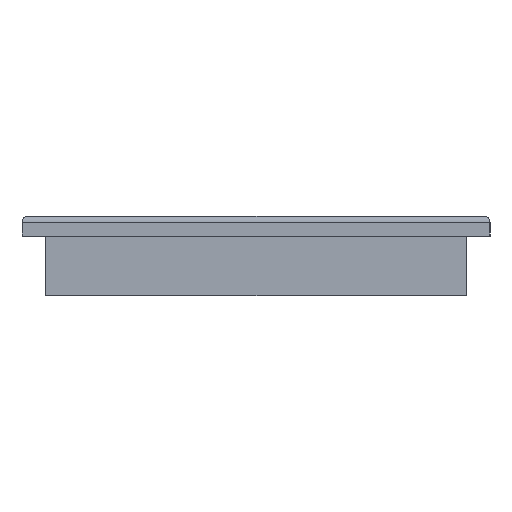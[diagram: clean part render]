
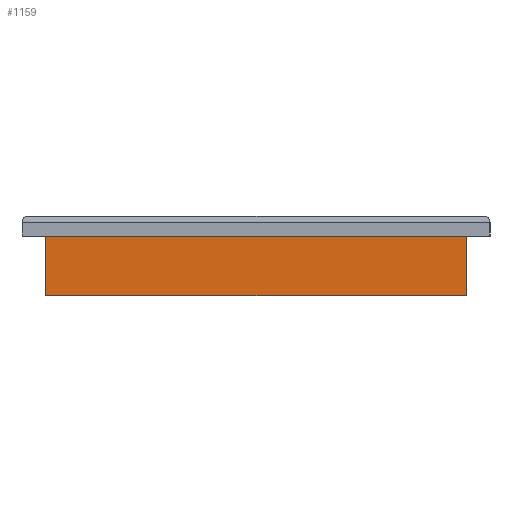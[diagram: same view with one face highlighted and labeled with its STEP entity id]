
A CAD part, left-side view. The second image highlights one B-rep face of the part: STEP entity #1159.
In plain terms, the highlighted planar face has unit normal (-1, 0, 0).
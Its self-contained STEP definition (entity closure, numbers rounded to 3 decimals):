
#126 = PLANE('',#127);
#127 = AXIS2_PLACEMENT_3D('',#128,#129,#130);
#128 = CARTESIAN_POINT('',(0.,0.,2.5));
#129 = DIRECTION('',(0.,0.,1.));
#130 = DIRECTION('',(1.,0.,-0.));
#374 = VERTEX_POINT('',#375);
#375 = CARTESIAN_POINT('',(-51.,-26.5,2.5));
#391 = PLANE('',#392);
#392 = AXIS2_PLACEMENT_3D('',#393,#394,#395);
#393 = CARTESIAN_POINT('',(-51.,-26.5,-5.));
#394 = DIRECTION('',(0.,1.,0.));
#395 = DIRECTION('',(1.,0.,0.));
#403 = EDGE_CURVE('',#404,#374,#406,.T.);
#404 = VERTEX_POINT('',#405);
#405 = CARTESIAN_POINT('',(-51.,26.5,2.5));
#406 = SURFACE_CURVE('',#407,(#411,#418),.PCURVE_S1.);
#407 = LINE('',#408,#409);
#408 = CARTESIAN_POINT('',(-51.,26.5,2.5));
#409 = VECTOR('',#410,1.);
#410 = DIRECTION('',(0.,-1.,0.));
#411 = PCURVE('',#126,#412);
#412 = DEFINITIONAL_REPRESENTATION('',(#413),#417);
#413 = LINE('',#414,#415);
#414 = CARTESIAN_POINT('',(-51.,26.5));
#415 = VECTOR('',#416,1.);
#416 = DIRECTION('',(0.,-1.));
#417 = ( GEOMETRIC_REPRESENTATION_CONTEXT(2) 
PARAMETRIC_REPRESENTATION_CONTEXT() REPRESENTATION_CONTEXT('2D SPACE',''
  ) );
#418 = PCURVE('',#419,#424);
#419 = PLANE('',#420);
#420 = AXIS2_PLACEMENT_3D('',#421,#422,#423);
#421 = CARTESIAN_POINT('',(-51.,26.5,-5.));
#422 = DIRECTION('',(1.,0.,-0.));
#423 = DIRECTION('',(0.,-1.,0.));
#424 = DEFINITIONAL_REPRESENTATION('',(#425),#429);
#425 = LINE('',#426,#427);
#426 = CARTESIAN_POINT('',(0.,-7.5));
#427 = VECTOR('',#428,1.);
#428 = DIRECTION('',(1.,0.));
#429 = ( GEOMETRIC_REPRESENTATION_CONTEXT(2) 
PARAMETRIC_REPRESENTATION_CONTEXT() REPRESENTATION_CONTEXT('2D SPACE',''
  ) );
#447 = PLANE('',#448);
#448 = AXIS2_PLACEMENT_3D('',#449,#450,#451);
#449 = CARTESIAN_POINT('',(51.,26.5,-5.));
#450 = DIRECTION('',(0.,-1.,0.));
#451 = DIRECTION('',(-1.,0.,0.));
#865 = EDGE_CURVE('',#866,#374,#868,.T.);
#866 = VERTEX_POINT('',#867);
#867 = CARTESIAN_POINT('',(-51.,-26.5,-5.));
#868 = SURFACE_CURVE('',#869,(#873,#880),.PCURVE_S1.);
#869 = LINE('',#870,#871);
#870 = CARTESIAN_POINT('',(-51.,-26.5,-5.));
#871 = VECTOR('',#872,1.);
#872 = DIRECTION('',(0.,0.,1.));
#873 = PCURVE('',#391,#874);
#874 = DEFINITIONAL_REPRESENTATION('',(#875),#879);
#875 = LINE('',#876,#877);
#876 = CARTESIAN_POINT('',(0.,0.));
#877 = VECTOR('',#878,1.);
#878 = DIRECTION('',(0.,-1.));
#879 = ( GEOMETRIC_REPRESENTATION_CONTEXT(2) 
PARAMETRIC_REPRESENTATION_CONTEXT() REPRESENTATION_CONTEXT('2D SPACE',''
  ) );
#880 = PCURVE('',#419,#881);
#881 = DEFINITIONAL_REPRESENTATION('',(#882),#886);
#882 = LINE('',#883,#884);
#883 = CARTESIAN_POINT('',(53.,0.));
#884 = VECTOR('',#885,1.);
#885 = DIRECTION('',(0.,-1.));
#886 = ( GEOMETRIC_REPRESENTATION_CONTEXT(2) 
PARAMETRIC_REPRESENTATION_CONTEXT() REPRESENTATION_CONTEXT('2D SPACE',''
  ) );
#926 = PLANE('',#927);
#927 = AXIS2_PLACEMENT_3D('',#928,#929,#930);
#928 = CARTESIAN_POINT('',(0.,0.,-5.));
#929 = DIRECTION('',(0.,0.,1.));
#930 = DIRECTION('',(1.,0.,-0.));
#1054 = EDGE_CURVE('',#1055,#404,#1057,.T.);
#1055 = VERTEX_POINT('',#1056);
#1056 = CARTESIAN_POINT('',(-51.,26.5,-5.));
#1057 = SURFACE_CURVE('',#1058,(#1062,#1069),.PCURVE_S1.);
#1058 = LINE('',#1059,#1060);
#1059 = CARTESIAN_POINT('',(-51.,26.5,-5.));
#1060 = VECTOR('',#1061,1.);
#1061 = DIRECTION('',(0.,0.,1.));
#1062 = PCURVE('',#447,#1063);
#1063 = DEFINITIONAL_REPRESENTATION('',(#1064),#1068);
#1064 = LINE('',#1065,#1066);
#1065 = CARTESIAN_POINT('',(102.,0.));
#1066 = VECTOR('',#1067,1.);
#1067 = DIRECTION('',(0.,-1.));
#1068 = ( GEOMETRIC_REPRESENTATION_CONTEXT(2) 
PARAMETRIC_REPRESENTATION_CONTEXT() REPRESENTATION_CONTEXT('2D SPACE',''
  ) );
#1069 = PCURVE('',#419,#1070);
#1070 = DEFINITIONAL_REPRESENTATION('',(#1071),#1075);
#1071 = LINE('',#1072,#1073);
#1072 = CARTESIAN_POINT('',(0.,0.));
#1073 = VECTOR('',#1074,1.);
#1074 = DIRECTION('',(0.,-1.));
#1075 = ( GEOMETRIC_REPRESENTATION_CONTEXT(2) 
PARAMETRIC_REPRESENTATION_CONTEXT() REPRESENTATION_CONTEXT('2D SPACE',''
  ) );
#1159 = ADVANCED_FACE('',(#1160),#419,.F.);
#1160 = FACE_BOUND('',#1161,.F.);
#1161 = EDGE_LOOP('',(#1162,#1163,#1164,#1165));
#1162 = ORIENTED_EDGE('',*,*,#1054,.T.);
#1163 = ORIENTED_EDGE('',*,*,#403,.T.);
#1164 = ORIENTED_EDGE('',*,*,#865,.F.);
#1165 = ORIENTED_EDGE('',*,*,#1166,.F.);
#1166 = EDGE_CURVE('',#1055,#866,#1167,.T.);
#1167 = SURFACE_CURVE('',#1168,(#1172,#1179),.PCURVE_S1.);
#1168 = LINE('',#1169,#1170);
#1169 = CARTESIAN_POINT('',(-51.,26.5,-5.));
#1170 = VECTOR('',#1171,1.);
#1171 = DIRECTION('',(0.,-1.,0.));
#1172 = PCURVE('',#419,#1173);
#1173 = DEFINITIONAL_REPRESENTATION('',(#1174),#1178);
#1174 = LINE('',#1175,#1176);
#1175 = CARTESIAN_POINT('',(0.,0.));
#1176 = VECTOR('',#1177,1.);
#1177 = DIRECTION('',(1.,0.));
#1178 = ( GEOMETRIC_REPRESENTATION_CONTEXT(2) 
PARAMETRIC_REPRESENTATION_CONTEXT() REPRESENTATION_CONTEXT('2D SPACE',''
  ) );
#1179 = PCURVE('',#926,#1180);
#1180 = DEFINITIONAL_REPRESENTATION('',(#1181),#1185);
#1181 = LINE('',#1182,#1183);
#1182 = CARTESIAN_POINT('',(-51.,26.5));
#1183 = VECTOR('',#1184,1.);
#1184 = DIRECTION('',(0.,-1.));
#1185 = ( GEOMETRIC_REPRESENTATION_CONTEXT(2) 
PARAMETRIC_REPRESENTATION_CONTEXT() REPRESENTATION_CONTEXT('2D SPACE',''
  ) );
